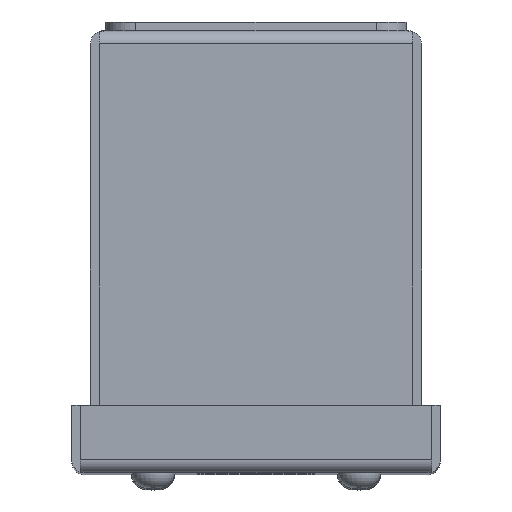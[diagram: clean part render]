
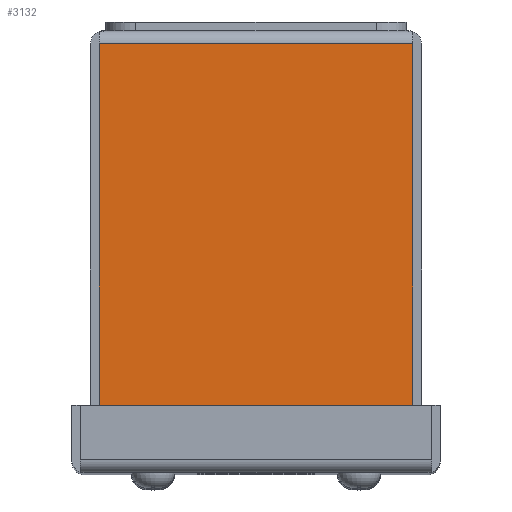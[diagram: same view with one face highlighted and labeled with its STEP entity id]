
A CAD part, top view. The second image highlights one B-rep face of the part: STEP entity #3132.
In plain terms, the highlighted planar face has unit normal (0, 0, 1).
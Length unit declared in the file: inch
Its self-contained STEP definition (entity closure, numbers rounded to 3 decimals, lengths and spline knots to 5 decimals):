
#87 = CARTESIAN_POINT ( 'NONE',  ( 1.30221, 39.37008, 4.4375 ) ) ;
#330 = LINE ( 'NONE', #12385, #17110 ) ;
#497 = CARTESIAN_POINT ( 'NONE',  ( -1.30221, -3.392, 4.4375 ) ) ;
#536 = VECTOR ( 'NONE', #12248, 39.37008 ) ;
#601 = EDGE_CURVE ( 'NONE', #12783, #14688, #1702, .T. ) ;
#634 = EDGE_CURVE ( 'NONE', #12783, #2625, #11010, .T. ) ;
#1420 = EDGE_LOOP ( 'NONE', ( #12454, #12852, #3447, #2296 ) ) ;
#1702 = LINE ( 'NONE', #10191, #536 ) ;
#1728 = PLANE ( 'NONE',  #2340 ) ;
#2296 = ORIENTED_EDGE ( 'NONE', *, *, #601, .T. ) ;
#2340 = AXIS2_PLACEMENT_3D ( 'NONE', #12542, #14058, #15228 ) ;
#2625 = VERTEX_POINT ( 'NONE', #8274 ) ;
#3132 = ADVANCED_FACE ( 'NONE', ( #15572 ), #1728, .F. ) ;
#3445 = CARTESIAN_POINT ( 'NONE',  ( -1.267, -0.108, 4.4375 ) ) ;
#3447 = ORIENTED_EDGE ( 'NONE', *, *, #634, .F. ) ;
#3929 = EDGE_CURVE ( 'NONE', #11752, #14688, #330, .T. ) ;
#6017 = VECTOR ( 'NONE', #13299, 39.37008 ) ;
#6966 = DIRECTION ( 'NONE',  ( -1., 0., 0. ) ) ;
#8144 = LINE ( 'NONE', #87, #6017 ) ;
#8274 = CARTESIAN_POINT ( 'NONE',  ( 1.30221, -0.108, 4.4375 ) ) ;
#9134 = CARTESIAN_POINT ( 'NONE',  ( -1.30221, -0.108, 4.4375 ) ) ;
#9632 = EDGE_CURVE ( 'NONE', #2625, #11752, #8144, .T. ) ;
#10191 = CARTESIAN_POINT ( 'NONE',  ( -1.30221, 39.37008, 4.4375 ) ) ;
#10426 = CARTESIAN_POINT ( 'NONE',  ( 1.30221, -3.392, 4.4375 ) ) ;
#11010 = LINE ( 'NONE', #3445, #16680 ) ;
#11752 = VERTEX_POINT ( 'NONE', #10426 ) ;
#12248 = DIRECTION ( 'NONE',  ( 0., -1., 0. ) ) ;
#12385 = CARTESIAN_POINT ( 'NONE',  ( 9.031, -3.392, 4.4375 ) ) ;
#12454 = ORIENTED_EDGE ( 'NONE', *, *, #3929, .F. ) ;
#12509 = DIRECTION ( 'NONE',  ( 1., 0., 0. ) ) ;
#12542 = CARTESIAN_POINT ( 'NONE',  ( 9.031, 0., 4.4375 ) ) ;
#12783 = VERTEX_POINT ( 'NONE', #9134 ) ;
#12852 = ORIENTED_EDGE ( 'NONE', *, *, #9632, .F. ) ;
#13299 = DIRECTION ( 'NONE',  ( 0., -1., 0. ) ) ;
#14058 = DIRECTION ( 'NONE',  ( 0., 0., -1. ) ) ;
#14688 = VERTEX_POINT ( 'NONE', #497 ) ;
#15228 = DIRECTION ( 'NONE',  ( -1., 0., 0. ) ) ;
#15572 = FACE_OUTER_BOUND ( 'NONE', #1420, .T. ) ;
#16680 = VECTOR ( 'NONE', #12509, 39.37008 ) ;
#17110 = VECTOR ( 'NONE', #6966, 39.37008 ) ;
